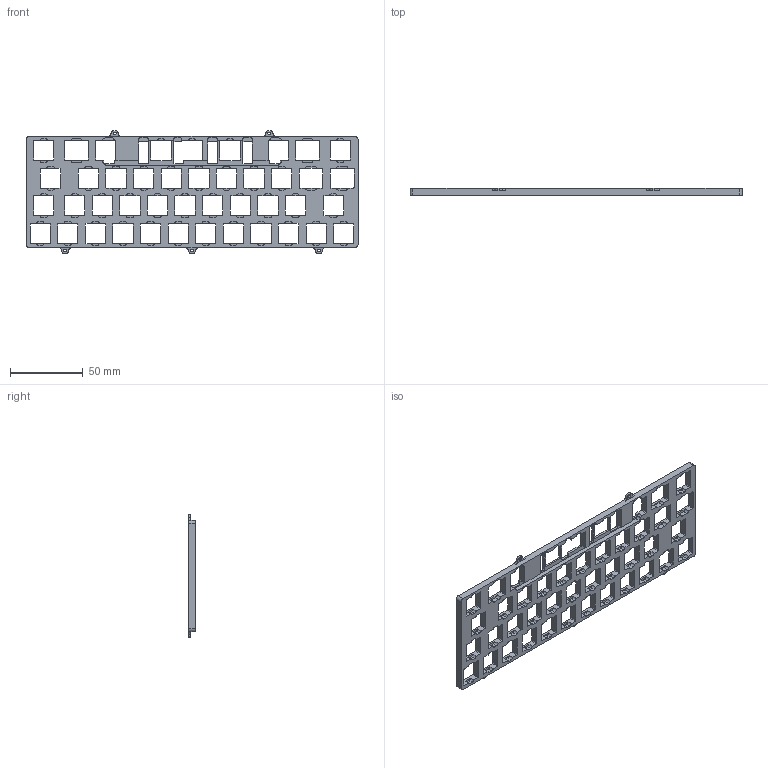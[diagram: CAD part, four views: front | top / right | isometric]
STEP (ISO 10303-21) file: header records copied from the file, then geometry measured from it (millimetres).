
FILE_DESCRIPTION (( 'STEP AP203' ), '1' );
FILE_NAME ('Gridiron Staggered.STEP', '2023-02-10T15:41:47', ( '' ), ( '' ), 'SwSTEP 2.0', 'SolidWorks 2021', '' );
FILE_SCHEMA (( 'CONFIG_CONTROL_DESIGN' ));
Length unit declared in the file: millimetre
Products named in the file (1): Gridiron Staggered
Bounding box: 228.6 x 4.76 x 84.6 mm (x, y, z)
Volume: 37697.5 mm3; surface area: 32502.2 mm2
Topology: 1 solids, 1 shells, 792 faces, 2390 edges, 1593 vertices
Faces by surface type: cylinder 400, plane 392
Entity records: 27329 total; most frequent: ORIENTED_EDGE 4780, DIRECTION 4778, CARTESIAN_POINT 4776, EDGE_CURVE 2390, AXIS2_PLACEMENT_3D 1595, VERTEX_POINT 1593, LINE 1588, VECTOR 1588
